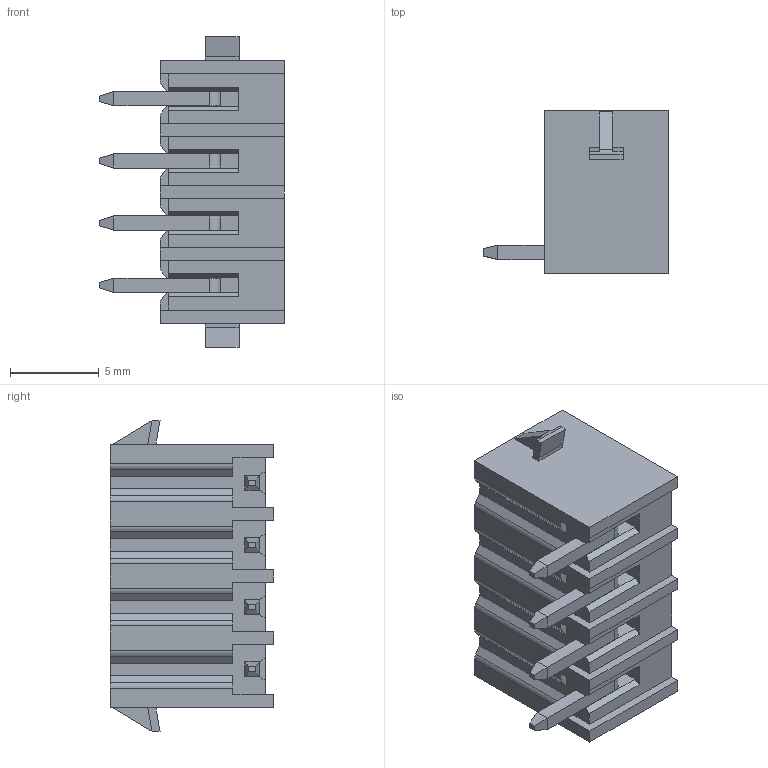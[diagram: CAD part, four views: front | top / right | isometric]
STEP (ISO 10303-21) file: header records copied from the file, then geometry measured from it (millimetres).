
FILE_DESCRIPTION((''),'2;1');
FILE_NAME('PRT0002','2024-10-12T',('sheji'),(''),'PRO/ENGINEER BY PARAMETRIC TECHNOLOGY CORPORATION, 2015240','PRO/ENGINEER BY PARAMETRIC TECHNOLOGY CORPORATION, 2015240','');
FILE_SCHEMA(('CONFIG_CONTROL_DESIGN'));
Length unit declared in the file: millimetre
Products named in the file (1): PRT0002
Bounding box: 10.4 x 9.2 x 17.5 mm (x, y, z)
Volume: 444.4 mm3; surface area: 1406.8 mm2
Topology: 5 solids, 5 shells, 276 faces, 732 edges, 480 vertices
Faces by surface type: plane 226, cylinder 42, cone 8
Entity records: 8514 total; most frequent: CARTESIAN_POINT 1612, ORIENTED_EDGE 1464, DIRECTION 1332, EDGE_CURVE 732, VECTOR 620, LINE 620, VERTEX_POINT 480, AXIS2_PLACEMENT_3D 356
